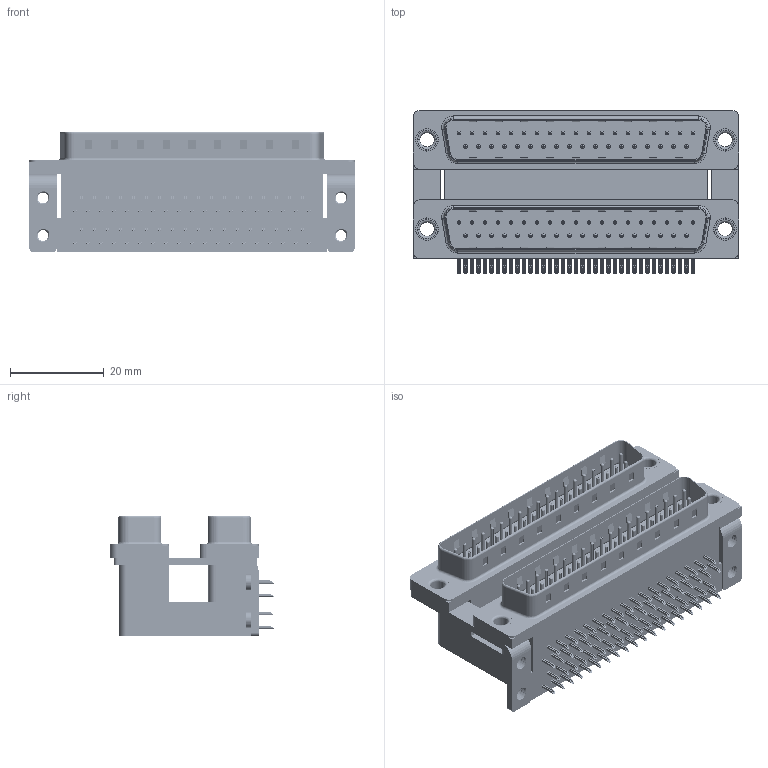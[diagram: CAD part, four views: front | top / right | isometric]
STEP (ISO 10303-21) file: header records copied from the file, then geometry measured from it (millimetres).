
FILE_DESCRIPTION (( 'STEP AP203' ), '1' );
FILE_NAME ('661-037-364-057.STEP', '2022-06-15T22:01:18', ( '' ), ( '' ), 'SwSTEP 2.0', 'SolidWorks 2020', '' );
FILE_SCHEMA (( 'CONFIG_CONTROL_DESIGN' ));
Length unit declared in the file: millimetre
Products named in the file (12): 661 Housing Spacer_37 Contacts M; 661-037-364-057; 661 Housing Lower_37 Contacts; 661 Contact Bottom Upper_M; 661 Contact Bottom Lower; 661 Thru Hole Rivet; 661 Contact Top Upper_M; 661 Housing Upper_37 Contacts M; 661 Mounting Bracket_ThruM; 661 4-40 Threaded Board Mount; 661 Contact Top Lower; 661 Shell_37 Contacts
Assembly tree (89 placements, depth 2):
  661-037-364-057
    661 Housing Lower_37 Contacts
    661 Housing Spacer_37 Contacts M
    661 Housing Upper_37 Contacts M
    661 Shell_37 Contacts  x2
    661 Contact Bottom Lower  x18
    661 Contact Top Lower  x19
    661 Contact Bottom Upper_M  x18
    661 Contact Top Upper_M  x19
    661 Mounting Bracket_ThruM  x2
    661 4-40 Threaded Board Mount  x4
    661 Thru Hole Rivet  x4
Bounding box: 69.32 x 34.78 x 25.6 mm (x, y, z)
Volume: 29258.5 mm3; surface area: 29963.5 mm2
Topology: 89 solids, 89 shells, 6638 faces, 16444 edges, 10162 vertices
Faces by surface type: plane 4262, cylinder 1834, torus 490, cone 40, bspline 12
Entity records: 50769 total; most frequent: CARTESIAN_POINT 9288, DIRECTION 7834, ORIENTED_EDGE 7704, EDGE_CURVE 3852, LINE 3016, VECTOR 3016, VERTEX_POINT 2501, AXIS2_PLACEMENT_3D 2409
